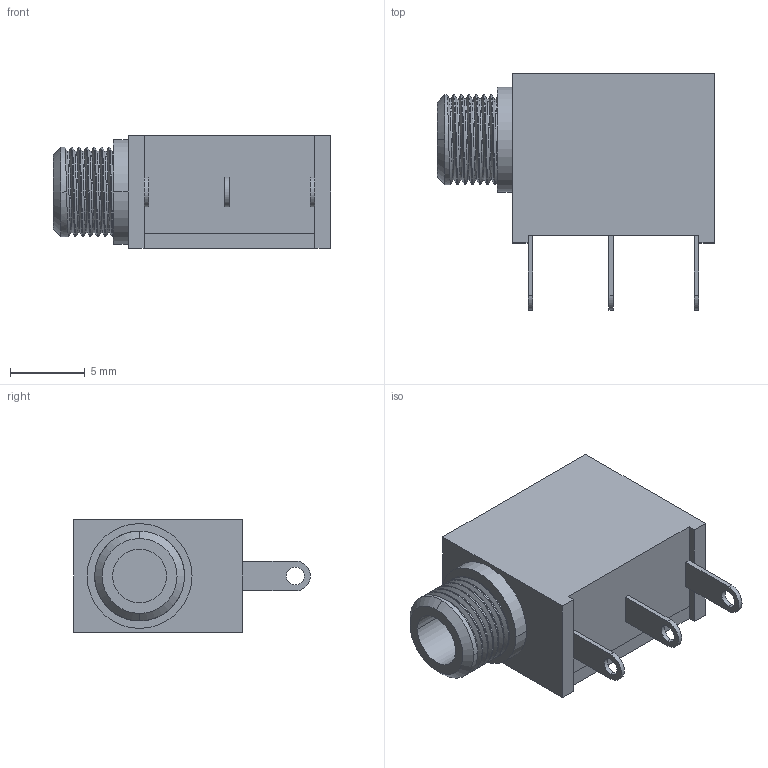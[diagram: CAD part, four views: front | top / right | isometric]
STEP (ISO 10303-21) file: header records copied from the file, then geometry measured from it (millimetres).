
FILE_DESCRIPTION (( 'STEP AP214' ), '1' );
FILE_NAME ('MJ-3502.STEP', '2022-11-25T13:21:46', ( '' ), ( '' ), 'SwSTEP 2.0', 'SolidWorks 2017', '' );
FILE_SCHEMA (( 'AUTOMOTIVE_DESIGN' ));
Length unit declared in the file: millimetre
Products named in the file (2): MJ-3502
Assembly tree (1 placements, depth 2):
  MJ-3502
    MJ-3502
Bounding box: 18.5 x 15.8 x 7.5 mm (x, y, z)
Volume: 1198.3 mm3; surface area: 1269.8 mm2
Topology: 6 solids, 6 shells, 70 faces, 168 edges, 111 vertices
Faces by surface type: plane 37, cylinder 28, bspline 3, cone 2
Entity records: 2962 total; most frequent: CARTESIAN_POINT 1275, ORIENTED_EDGE 336, DIRECTION 310, EDGE_CURVE 168, VERTEX_POINT 111, AXIS2_PLACEMENT_3D 104, VECTOR 102, LINE 102
